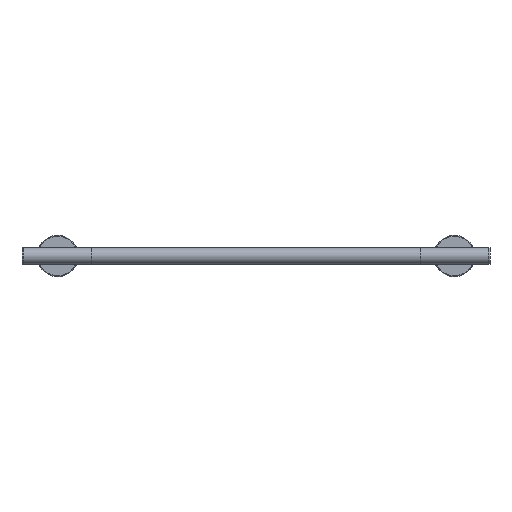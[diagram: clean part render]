
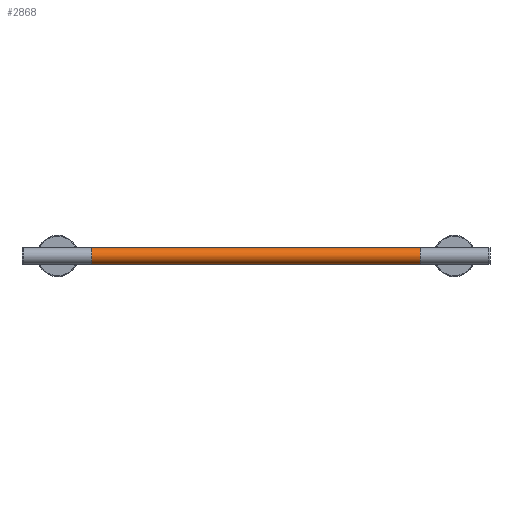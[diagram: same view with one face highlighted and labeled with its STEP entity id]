
A CAD part, front view. The second image highlights one B-rep face of the part: STEP entity #2868.
In plain terms, the highlighted cylindrical face has radius 15 mm (diameter 30 mm), a partial arc.
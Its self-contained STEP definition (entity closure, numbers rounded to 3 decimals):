
#130 = EDGE_CURVE ( 'NONE', #3747, #470, #6113, .T. ) ;
#470 = VERTEX_POINT ( 'NONE', #4257 ) ;
#1147 = ORIENTED_EDGE ( 'NONE', *, *, #4237, .F. ) ;
#2003 = VECTOR ( 'NONE', #6047, 1000. ) ;
#2075 = LINE ( 'NONE', #3825, #2003 ) ;
#2108 = AXIS2_PLACEMENT_3D ( 'NONE', #5331, #5310, #5299 ) ;
#2316 = CARTESIAN_POINT ( 'NONE',  ( -415.852, -50.449, -13.875 ) ) ;
#2489 = ORIENTED_EDGE ( 'NONE', *, *, #3579, .F. ) ;
#2696 = AXIS2_PLACEMENT_3D ( 'NONE', #4372, #4635, #4563 ) ;
#2868 = ADVANCED_FACE ( 'NONE', ( #6874 ), #6727, .T. ) ;
#2877 = DIRECTION ( 'NONE',  ( 1., 0., 0. ) ) ;
#3114 = AXIS2_PLACEMENT_3D ( 'NONE', #6913, #6895, #6872 ) ;
#3579 = EDGE_CURVE ( 'NONE', #7050, #4855, #4458, .T. ) ;
#3747 = VERTEX_POINT ( 'NONE', #6043 ) ;
#3825 = CARTESIAN_POINT ( 'NONE',  ( -415.852, -50.449, 16.124 ) ) ;
#3903 = CARTESIAN_POINT ( 'NONE',  ( -292.263, -50.449, 16.124 ) ) ;
#4237 = EDGE_CURVE ( 'NONE', #4855, #3747, #2075, .T. ) ;
#4257 = CARTESIAN_POINT ( 'NONE',  ( 287.637, -50.449, -13.875 ) ) ;
#4372 = CARTESIAN_POINT ( 'NONE',  ( 287.637, -50.349, 1.124 ) ) ;
#4458 = CIRCLE ( 'NONE', #3114, 15. ) ;
#4563 = DIRECTION ( 'NONE',  ( 0., 0., 1. ) ) ;
#4635 = DIRECTION ( 'NONE',  ( 1., 0., 0. ) ) ;
#4855 = VERTEX_POINT ( 'NONE', #3903 ) ;
#5193 = EDGE_CURVE ( 'NONE', #7050, #470, #5702, .T. ) ;
#5299 = DIRECTION ( 'NONE',  ( 0., 0., -1. ) ) ;
#5310 = DIRECTION ( 'NONE',  ( -1., 0., 0. ) ) ;
#5331 = CARTESIAN_POINT ( 'NONE',  ( 410.687, -50.349, 1.124 ) ) ;
#5685 = VECTOR ( 'NONE', #2877, 1000. ) ;
#5702 = LINE ( 'NONE', #2316, #5685 ) ;
#5715 = EDGE_LOOP ( 'NONE', ( #6387, #1147, #2489, #5835 ) ) ;
#5835 = ORIENTED_EDGE ( 'NONE', *, *, #5193, .T. ) ;
#6043 = CARTESIAN_POINT ( 'NONE',  ( 287.637, -50.449, 16.124 ) ) ;
#6047 = DIRECTION ( 'NONE',  ( 1., 0., 0. ) ) ;
#6113 = CIRCLE ( 'NONE', #2696, 15. ) ;
#6387 = ORIENTED_EDGE ( 'NONE', *, *, #130, .F. ) ;
#6534 = CARTESIAN_POINT ( 'NONE',  ( -292.263, -50.449, -13.875 ) ) ;
#6727 = CYLINDRICAL_SURFACE ( 'NONE', #2108, 15. ) ;
#6872 = DIRECTION ( 'NONE',  ( 0., 0., -1. ) ) ;
#6874 = FACE_OUTER_BOUND ( 'NONE', #5715, .T. ) ;
#6895 = DIRECTION ( 'NONE',  ( -1., 0., 0. ) ) ;
#6913 = CARTESIAN_POINT ( 'NONE',  ( -292.263, -50.349, 1.124 ) ) ;
#7050 = VERTEX_POINT ( 'NONE', #6534 ) ;
